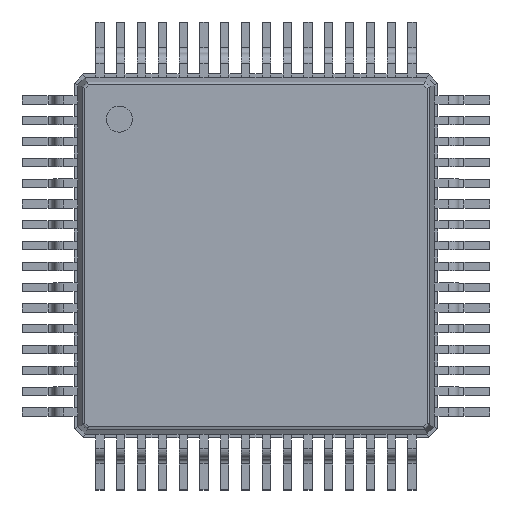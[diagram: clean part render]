
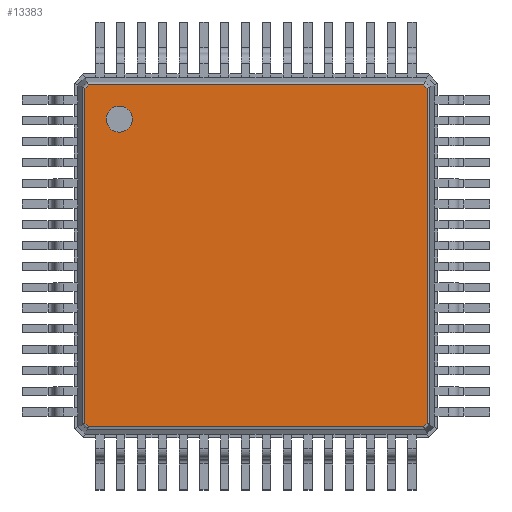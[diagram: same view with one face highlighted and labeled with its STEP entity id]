
A CAD part, top view. The second image highlights one B-rep face of the part: STEP entity #13383.
In plain terms, the highlighted planar face has unit normal (0, 0, 1).
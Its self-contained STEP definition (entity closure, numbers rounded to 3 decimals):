
#6585 = VERTEX_POINT('',#6586);
#6586 = CARTESIAN_POINT('',(3.289,3.224,1.1));
#6876 = EDGE_CURVE('',#6585,#6877,#6879,.T.);
#6877 = VERTEX_POINT('',#6878);
#6878 = CARTESIAN_POINT('',(3.289,-3.224,1.1));
#6879 = B_SPLINE_CURVE_WITH_KNOTS('',2,(#6880,#6881,#6882,#6883,#6884),
.UNSPECIFIED.,.F.,.F.,(3,1,1,3),(-0.358,-0.04,
6.52,6.837),.UNSPECIFIED.);
#6880 = CARTESIAN_POINT('',(3.289,3.597,1.1));
#6881 = CARTESIAN_POINT('',(3.289,3.439,1.1));
#6882 = CARTESIAN_POINT('',(3.289,0.,1.1));
#6883 = CARTESIAN_POINT('',(3.289,-3.439,1.1));
#6884 = CARTESIAN_POINT('',(3.289,-3.597,1.1));
#12734 = EDGE_CURVE('',#6877,#12735,#12737,.T.);
#12735 = VERTEX_POINT('',#12736);
#12736 = CARTESIAN_POINT('',(3.224,-3.289,1.1));
#12737 = B_SPLINE_CURVE_WITH_KNOTS('',2,(#12738,#12739,#12740,#12741,
#12742),.UNSPECIFIED.,.F.,.F.,(3,1,1,3),(-0.163,
-0.04,0.167,0.29),.UNSPECIFIED.);
#12738 = CARTESIAN_POINT('',(3.416,-3.096,1.1));
#12739 = CARTESIAN_POINT('',(3.373,-3.14,1.1));
#12740 = CARTESIAN_POINT('',(3.256,-3.256,1.1));
#12741 = CARTESIAN_POINT('',(3.14,-3.373,1.1));
#12742 = CARTESIAN_POINT('',(3.096,-3.416,1.1));
#13061 = VERTEX_POINT('',#13062);
#13062 = CARTESIAN_POINT('',(3.224,3.289,1.1));
#13358 = EDGE_CURVE('',#13061,#6585,#13359,.T.);
#13359 = B_SPLINE_CURVE_WITH_KNOTS('',2,(#13360,#13361,#13362,#13363,
#13364),.UNSPECIFIED.,.F.,.F.,(3,1,1,3),(-0.163,
-0.04,0.167,0.29),.UNSPECIFIED.);
#13360 = CARTESIAN_POINT('',(3.096,3.416,1.1));
#13361 = CARTESIAN_POINT('',(3.14,3.373,1.1));
#13362 = CARTESIAN_POINT('',(3.256,3.256,1.1));
#13363 = CARTESIAN_POINT('',(3.373,3.14,1.1));
#13364 = CARTESIAN_POINT('',(3.416,3.096,1.1));
#13383 = ADVANCED_FACE('',(#13384,#13437),#13448,.F.);
#13384 = FACE_BOUND('',#13385,.F.);
#13385 = EDGE_LOOP('',(#13386,#13398,#13406,#13407,#13408,#13409,#13419,
#13429));
#13386 = ORIENTED_EDGE('',*,*,#13387,.T.);
#13387 = EDGE_CURVE('',#13388,#13390,#13392,.T.);
#13388 = VERTEX_POINT('',#13389);
#13389 = CARTESIAN_POINT('',(-3.289,3.224,1.1));
#13390 = VERTEX_POINT('',#13391);
#13391 = CARTESIAN_POINT('',(-3.224,3.289,1.1));
#13392 = B_SPLINE_CURVE_WITH_KNOTS('',2,(#13393,#13394,#13395,#13396,
#13397),.UNSPECIFIED.,.F.,.F.,(3,1,1,3),(-0.163,
-0.04,0.167,0.29),.UNSPECIFIED.);
#13393 = CARTESIAN_POINT('',(-3.416,3.096,1.1));
#13394 = CARTESIAN_POINT('',(-3.373,3.14,1.1));
#13395 = CARTESIAN_POINT('',(-3.256,3.256,1.1));
#13396 = CARTESIAN_POINT('',(-3.14,3.373,1.1));
#13397 = CARTESIAN_POINT('',(-3.096,3.416,1.1));
#13398 = ORIENTED_EDGE('',*,*,#13399,.T.);
#13399 = EDGE_CURVE('',#13390,#13061,#13400,.T.);
#13400 = B_SPLINE_CURVE_WITH_KNOTS('',2,(#13401,#13402,#13403,#13404,
#13405),.UNSPECIFIED.,.F.,.F.,(3,1,1,3),(-0.358,
-0.04,6.52,6.837),.UNSPECIFIED.);
#13401 = CARTESIAN_POINT('',(-3.597,3.289,1.1));
#13402 = CARTESIAN_POINT('',(-3.439,3.289,1.1));
#13403 = CARTESIAN_POINT('',(0.,3.289,1.1));
#13404 = CARTESIAN_POINT('',(3.439,3.289,1.1));
#13405 = CARTESIAN_POINT('',(3.597,3.289,1.1));
#13406 = ORIENTED_EDGE('',*,*,#13358,.T.);
#13407 = ORIENTED_EDGE('',*,*,#6876,.T.);
#13408 = ORIENTED_EDGE('',*,*,#12734,.T.);
#13409 = ORIENTED_EDGE('',*,*,#13410,.T.);
#13410 = EDGE_CURVE('',#12735,#13411,#13413,.T.);
#13411 = VERTEX_POINT('',#13412);
#13412 = CARTESIAN_POINT('',(-3.224,-3.289,1.1));
#13413 = B_SPLINE_CURVE_WITH_KNOTS('',2,(#13414,#13415,#13416,#13417,
#13418),.UNSPECIFIED.,.F.,.F.,(3,1,1,3),(-0.358,
-0.04,6.52,6.837),.UNSPECIFIED.);
#13414 = CARTESIAN_POINT('',(3.597,-3.289,1.1));
#13415 = CARTESIAN_POINT('',(3.439,-3.289,1.1));
#13416 = CARTESIAN_POINT('',(0.,-3.289,1.1));
#13417 = CARTESIAN_POINT('',(-3.439,-3.289,1.1));
#13418 = CARTESIAN_POINT('',(-3.597,-3.289,1.1));
#13419 = ORIENTED_EDGE('',*,*,#13420,.T.);
#13420 = EDGE_CURVE('',#13411,#13421,#13423,.T.);
#13421 = VERTEX_POINT('',#13422);
#13422 = CARTESIAN_POINT('',(-3.289,-3.224,1.1));
#13423 = B_SPLINE_CURVE_WITH_KNOTS('',2,(#13424,#13425,#13426,#13427,
#13428),.UNSPECIFIED.,.F.,.F.,(3,1,1,3),(-0.163,
-0.04,0.167,0.29),.UNSPECIFIED.);
#13424 = CARTESIAN_POINT('',(-3.096,-3.416,1.1));
#13425 = CARTESIAN_POINT('',(-3.14,-3.373,1.1));
#13426 = CARTESIAN_POINT('',(-3.256,-3.256,1.1));
#13427 = CARTESIAN_POINT('',(-3.373,-3.14,1.1));
#13428 = CARTESIAN_POINT('',(-3.416,-3.096,1.1));
#13429 = ORIENTED_EDGE('',*,*,#13430,.T.);
#13430 = EDGE_CURVE('',#13421,#13388,#13431,.T.);
#13431 = B_SPLINE_CURVE_WITH_KNOTS('',2,(#13432,#13433,#13434,#13435,
#13436),.UNSPECIFIED.,.F.,.F.,(3,1,1,3),(-0.358,
-0.04,6.52,6.837),.UNSPECIFIED.);
#13432 = CARTESIAN_POINT('',(-3.289,-3.597,1.1));
#13433 = CARTESIAN_POINT('',(-3.289,-3.439,1.1));
#13434 = CARTESIAN_POINT('',(-3.289,0.,1.1));
#13435 = CARTESIAN_POINT('',(-3.289,3.439,1.1));
#13436 = CARTESIAN_POINT('',(-3.289,3.597,1.1));
#13437 = FACE_BOUND('',#13438,.F.);
#13438 = EDGE_LOOP('',(#13439));
#13439 = ORIENTED_EDGE('',*,*,#13440,.T.);
#13440 = EDGE_CURVE('',#13441,#13441,#13443,.T.);
#13441 = VERTEX_POINT('',#13442);
#13442 = CARTESIAN_POINT('',(-2.629,2.379,1.1));
#13443 = CIRCLE('',#13444,0.25);
#13444 = AXIS2_PLACEMENT_3D('',#13445,#13446,#13447);
#13445 = CARTESIAN_POINT('',(-2.629,2.629,1.1));
#13446 = DIRECTION('',(0.,0.,1.));
#13447 = DIRECTION('',(0.,-1.,0.));
#13448 = PLANE('',#13449);
#13449 = AXIS2_PLACEMENT_3D('',#13450,#13451,#13452);
#13450 = CARTESIAN_POINT('',(-3.24,3.329,1.1));
#13451 = DIRECTION('',(0.,0.,-1.));
#13452 = DIRECTION('',(0.697,-0.717,0.));
